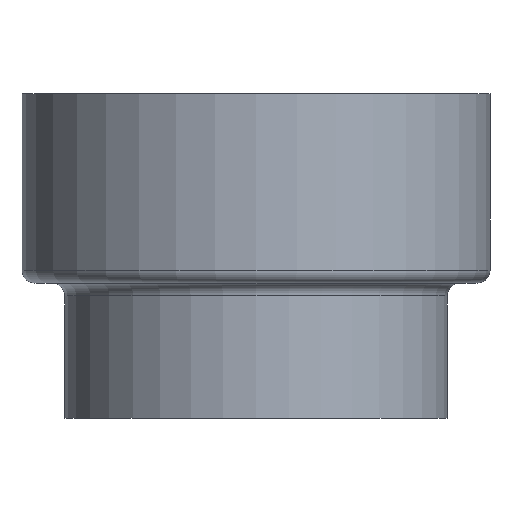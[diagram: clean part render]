
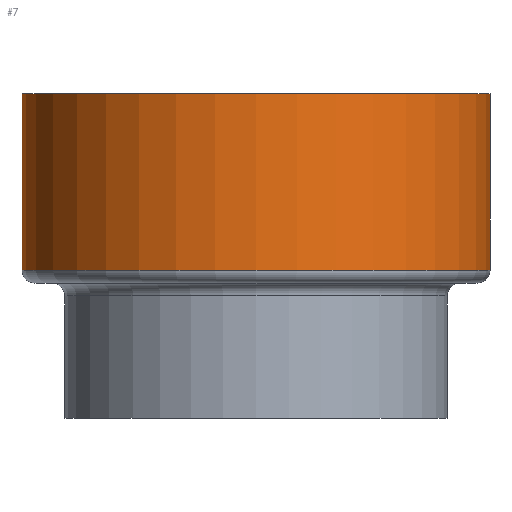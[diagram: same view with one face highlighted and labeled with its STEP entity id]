
A CAD part, front view. The second image highlights one B-rep face of the part: STEP entity #7.
In plain terms, the highlighted cylindrical face has radius 54.991 mm (diameter 109.982 mm), a full revolution.
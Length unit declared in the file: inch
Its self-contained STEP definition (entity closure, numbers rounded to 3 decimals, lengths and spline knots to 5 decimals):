
#7 = ADVANCED_FACE ( 'NONE', ( #250, #195 ), #122, .T. ) ;
#26 = AXIS2_PLACEMENT_3D ( 'NONE', #313, #131, #284 ) ;
#50 = VERTEX_POINT ( 'NONE', #320 ) ;
#51 = DIRECTION ( 'NONE',  ( 1., 0., 0. ) ) ;
#59 = DIRECTION ( 'NONE',  ( 1., 0., 0. ) ) ;
#75 = CARTESIAN_POINT ( 'NONE',  ( 0., 0., 0. ) ) ;
#89 = DIRECTION ( 'NONE',  ( 0., 0., 1. ) ) ;
#96 = AXIS2_PLACEMENT_3D ( 'NONE', #75, #233, #51 ) ;
#99 = CIRCLE ( 'NONE', #96, 2.165 ) ;
#118 = CARTESIAN_POINT ( 'NONE',  ( 0., 0., 1.88966 ) ) ;
#122 = CYLINDRICAL_SURFACE ( 'NONE', #215, 2.165 ) ;
#131 = DIRECTION ( 'NONE',  ( 0., 0., 1. ) ) ;
#143 = EDGE_CURVE ( 'NONE', #50, #50, #148, .T. ) ;
#148 = CIRCLE ( 'NONE', #26, 2.165 ) ;
#149 = EDGE_LOOP ( 'NONE', ( #199 ) ) ;
#164 = ORIENTED_EDGE ( 'NONE', *, *, #143, .T. ) ;
#189 = VERTEX_POINT ( 'NONE', #194 ) ;
#194 = CARTESIAN_POINT ( 'NONE',  ( 2.165, 0., 0. ) ) ;
#195 = FACE_OUTER_BOUND ( 'NONE', #257, .T. ) ;
#199 = ORIENTED_EDGE ( 'NONE', *, *, #323, .F. ) ;
#215 = AXIS2_PLACEMENT_3D ( 'NONE', #118, #89, #59 ) ;
#233 = DIRECTION ( 'NONE',  ( 0., 0., 1. ) ) ;
#250 = FACE_OUTER_BOUND ( 'NONE', #149, .T. ) ;
#257 = EDGE_LOOP ( 'NONE', ( #164 ) ) ;
#284 = DIRECTION ( 'NONE',  ( 1., 0., 0. ) ) ;
#313 = CARTESIAN_POINT ( 'NONE',  ( 0., 0., -1.63 ) ) ;
#320 = CARTESIAN_POINT ( 'NONE',  ( 2.165, 0., -1.63 ) ) ;
#323 = EDGE_CURVE ( 'NONE', #189, #189, #99, .T. ) ;
